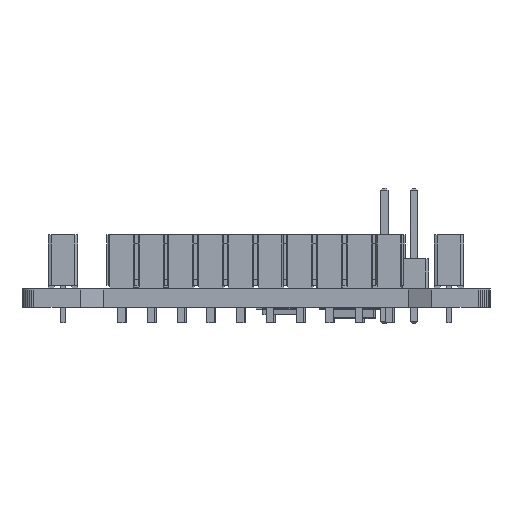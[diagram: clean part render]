
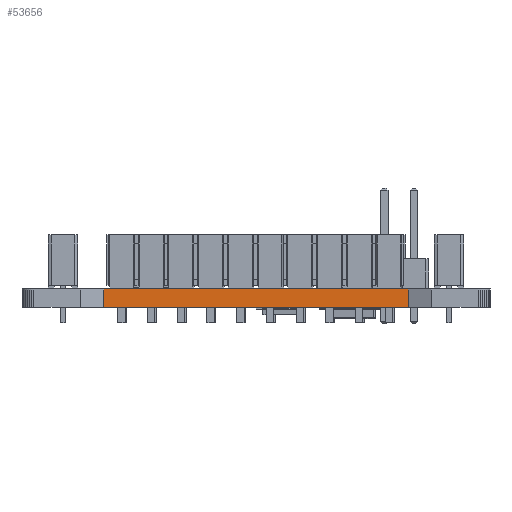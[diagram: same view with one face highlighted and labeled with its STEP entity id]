
A CAD part, left-side view. The second image highlights one B-rep face of the part: STEP entity #53656.
In plain terms, the highlighted planar face has unit normal (-1, 0, 0).
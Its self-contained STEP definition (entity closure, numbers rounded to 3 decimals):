
#47307 = PLANE('',#47308);
#47308 = AXIS2_PLACEMENT_3D('',#47309,#47310,#47311);
#47309 = CARTESIAN_POINT('',(20.,20.005,1.58));
#47310 = DIRECTION('',(-0.,-0.,-1.));
#47311 = DIRECTION('',(-1.,0.,0.));
#47361 = PLANE('',#47362);
#47362 = AXIS2_PLACEMENT_3D('',#47363,#47364,#47365);
#47363 = CARTESIAN_POINT('',(20.,20.005,0.));
#47364 = DIRECTION('',(-0.,-0.,-1.));
#47365 = DIRECTION('',(-1.,0.,0.));
#48562 = VERTEX_POINT('',#48563);
#48563 = CARTESIAN_POINT('',(1.,7.005,0.));
#48577 = PLANE('',#48578);
#48578 = AXIS2_PLACEMENT_3D('',#48579,#48580,#48581);
#48579 = CARTESIAN_POINT('',(0.,5.005,0.));
#48580 = DIRECTION('',(-0.894,0.447,0.));
#48581 = DIRECTION('',(0.447,0.894,0.));
#48589 = EDGE_CURVE('',#48562,#48590,#48592,.T.);
#48590 = VERTEX_POINT('',#48591);
#48591 = CARTESIAN_POINT('',(1.,33.005,0.));
#48592 = SURFACE_CURVE('',#48593,(#48597,#48604),.PCURVE_S1.);
#48593 = LINE('',#48594,#48595);
#48594 = CARTESIAN_POINT('',(1.,7.005,0.));
#48595 = VECTOR('',#48596,1.);
#48596 = DIRECTION('',(0.,1.,0.));
#48597 = PCURVE('',#47361,#48598);
#48598 = DEFINITIONAL_REPRESENTATION('',(#48599),#48603);
#48599 = LINE('',#48600,#48601);
#48600 = CARTESIAN_POINT('',(19.,-13.));
#48601 = VECTOR('',#48602,1.);
#48602 = DIRECTION('',(0.,1.));
#48603 = ( GEOMETRIC_REPRESENTATION_CONTEXT(2) 
PARAMETRIC_REPRESENTATION_CONTEXT() REPRESENTATION_CONTEXT('2D SPACE',''
  ) );
#48604 = PCURVE('',#48605,#48610);
#48605 = PLANE('',#48606);
#48606 = AXIS2_PLACEMENT_3D('',#48607,#48608,#48609);
#48607 = CARTESIAN_POINT('',(1.,7.005,0.));
#48608 = DIRECTION('',(-1.,0.,0.));
#48609 = DIRECTION('',(0.,1.,0.));
#48610 = DEFINITIONAL_REPRESENTATION('',(#48611),#48615);
#48611 = LINE('',#48612,#48613);
#48612 = CARTESIAN_POINT('',(0.,0.));
#48613 = VECTOR('',#48614,1.);
#48614 = DIRECTION('',(1.,0.));
#48615 = ( GEOMETRIC_REPRESENTATION_CONTEXT(2) 
PARAMETRIC_REPRESENTATION_CONTEXT() REPRESENTATION_CONTEXT('2D SPACE',''
  ) );
#48633 = PLANE('',#48634);
#48634 = AXIS2_PLACEMENT_3D('',#48635,#48636,#48637);
#48635 = CARTESIAN_POINT('',(1.,33.005,0.));
#48636 = DIRECTION('',(-0.894,-0.447,0.));
#48637 = DIRECTION('',(-0.447,0.894,0.));
#51386 = VERTEX_POINT('',#51387);
#51387 = CARTESIAN_POINT('',(1.,7.005,1.58));
#51408 = EDGE_CURVE('',#51386,#51409,#51411,.T.);
#51409 = VERTEX_POINT('',#51410);
#51410 = CARTESIAN_POINT('',(1.,33.005,1.58));
#51411 = SURFACE_CURVE('',#51412,(#51416,#51423),.PCURVE_S1.);
#51412 = LINE('',#51413,#51414);
#51413 = CARTESIAN_POINT('',(1.,7.005,1.58));
#51414 = VECTOR('',#51415,1.);
#51415 = DIRECTION('',(0.,1.,0.));
#51416 = PCURVE('',#47307,#51417);
#51417 = DEFINITIONAL_REPRESENTATION('',(#51418),#51422);
#51418 = LINE('',#51419,#51420);
#51419 = CARTESIAN_POINT('',(19.,-13.));
#51420 = VECTOR('',#51421,1.);
#51421 = DIRECTION('',(0.,1.));
#51422 = ( GEOMETRIC_REPRESENTATION_CONTEXT(2) 
PARAMETRIC_REPRESENTATION_CONTEXT() REPRESENTATION_CONTEXT('2D SPACE',''
  ) );
#51423 = PCURVE('',#48605,#51424);
#51424 = DEFINITIONAL_REPRESENTATION('',(#51425),#51429);
#51425 = LINE('',#51426,#51427);
#51426 = CARTESIAN_POINT('',(0.,-1.58));
#51427 = VECTOR('',#51428,1.);
#51428 = DIRECTION('',(1.,0.));
#51429 = ( GEOMETRIC_REPRESENTATION_CONTEXT(2) 
PARAMETRIC_REPRESENTATION_CONTEXT() REPRESENTATION_CONTEXT('2D SPACE',''
  ) );
#53606 = EDGE_CURVE('',#48590,#51409,#53607,.T.);
#53607 = SURFACE_CURVE('',#53608,(#53612,#53619),.PCURVE_S1.);
#53608 = LINE('',#53609,#53610);
#53609 = CARTESIAN_POINT('',(1.,33.005,0.));
#53610 = VECTOR('',#53611,1.);
#53611 = DIRECTION('',(0.,0.,1.));
#53612 = PCURVE('',#48633,#53613);
#53613 = DEFINITIONAL_REPRESENTATION('',(#53614),#53618);
#53614 = LINE('',#53615,#53616);
#53615 = CARTESIAN_POINT('',(0.,0.));
#53616 = VECTOR('',#53617,1.);
#53617 = DIRECTION('',(0.,-1.));
#53618 = ( GEOMETRIC_REPRESENTATION_CONTEXT(2) 
PARAMETRIC_REPRESENTATION_CONTEXT() REPRESENTATION_CONTEXT('2D SPACE',''
  ) );
#53619 = PCURVE('',#48605,#53620);
#53620 = DEFINITIONAL_REPRESENTATION('',(#53621),#53625);
#53621 = LINE('',#53622,#53623);
#53622 = CARTESIAN_POINT('',(26.,0.));
#53623 = VECTOR('',#53624,1.);
#53624 = DIRECTION('',(0.,-1.));
#53625 = ( GEOMETRIC_REPRESENTATION_CONTEXT(2) 
PARAMETRIC_REPRESENTATION_CONTEXT() REPRESENTATION_CONTEXT('2D SPACE',''
  ) );
#53656 = ADVANCED_FACE('',(#53657),#48605,.T.);
#53657 = FACE_BOUND('',#53658,.T.);
#53658 = EDGE_LOOP('',(#53659,#53680,#53681,#53682));
#53659 = ORIENTED_EDGE('',*,*,#53660,.T.);
#53660 = EDGE_CURVE('',#48562,#51386,#53661,.T.);
#53661 = SURFACE_CURVE('',#53662,(#53666,#53673),.PCURVE_S1.);
#53662 = LINE('',#53663,#53664);
#53663 = CARTESIAN_POINT('',(1.,7.005,0.));
#53664 = VECTOR('',#53665,1.);
#53665 = DIRECTION('',(0.,0.,1.));
#53666 = PCURVE('',#48605,#53667);
#53667 = DEFINITIONAL_REPRESENTATION('',(#53668),#53672);
#53668 = LINE('',#53669,#53670);
#53669 = CARTESIAN_POINT('',(0.,0.));
#53670 = VECTOR('',#53671,1.);
#53671 = DIRECTION('',(0.,-1.));
#53672 = ( GEOMETRIC_REPRESENTATION_CONTEXT(2) 
PARAMETRIC_REPRESENTATION_CONTEXT() REPRESENTATION_CONTEXT('2D SPACE',''
  ) );
#53673 = PCURVE('',#48577,#53674);
#53674 = DEFINITIONAL_REPRESENTATION('',(#53675),#53679);
#53675 = LINE('',#53676,#53677);
#53676 = CARTESIAN_POINT('',(2.236,0.));
#53677 = VECTOR('',#53678,1.);
#53678 = DIRECTION('',(0.,-1.));
#53679 = ( GEOMETRIC_REPRESENTATION_CONTEXT(2) 
PARAMETRIC_REPRESENTATION_CONTEXT() REPRESENTATION_CONTEXT('2D SPACE',''
  ) );
#53680 = ORIENTED_EDGE('',*,*,#51408,.T.);
#53681 = ORIENTED_EDGE('',*,*,#53606,.F.);
#53682 = ORIENTED_EDGE('',*,*,#48589,.F.);
